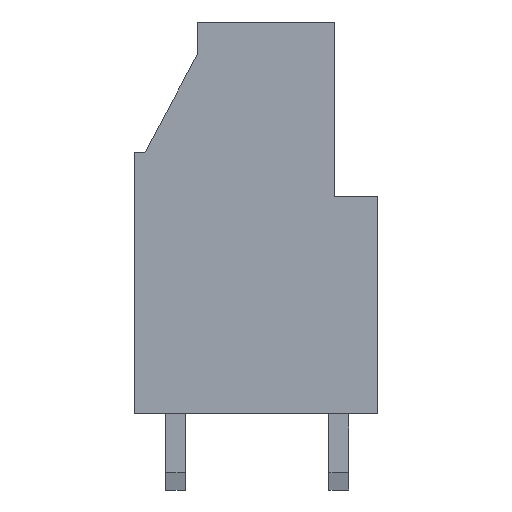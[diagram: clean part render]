
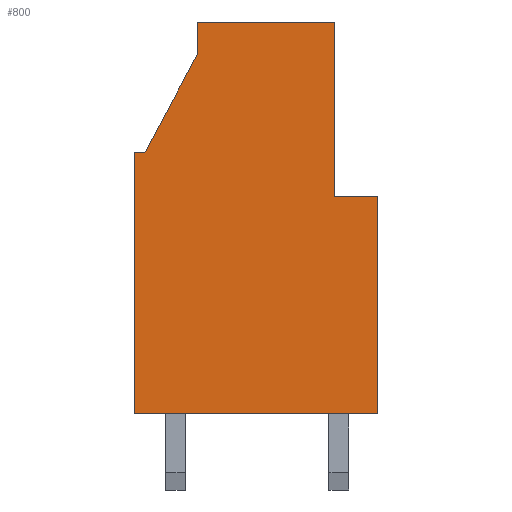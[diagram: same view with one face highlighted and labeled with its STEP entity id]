
A CAD part, front view. The second image highlights one B-rep face of the part: STEP entity #800.
In plain terms, the highlighted planar face has unit normal (0, -1, 0).
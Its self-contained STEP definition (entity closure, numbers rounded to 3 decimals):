
#800 = ADVANCED_FACE( '', ( #1613 ), #1614, .F. );
#1613 = FACE_OUTER_BOUND( '', #2426, .T. );
#1614 = PLANE( '', #2427 );
#2426 = EDGE_LOOP( '', ( #4670, #4671, #4672, #4673, #4674, #4675, #4676, #4677, #4678 ) );
#2427 = AXIS2_PLACEMENT_3D( '', #4679, #4680, #4681 );
#4670 = ORIENTED_EDGE( '', *, *, #5669, .F. );
#4671 = ORIENTED_EDGE( '', *, *, #5482, .T. );
#4672 = ORIENTED_EDGE( '', *, *, #5393, .F. );
#4673 = ORIENTED_EDGE( '', *, *, #5360, .F. );
#4674 = ORIENTED_EDGE( '', *, *, #5098, .F. );
#4675 = ORIENTED_EDGE( '', *, *, #5834, .T. );
#4676 = ORIENTED_EDGE( '', *, *, #5529, .T. );
#4677 = ORIENTED_EDGE( '', *, *, #5806, .T. );
#4678 = ORIENTED_EDGE( '', *, *, #5301, .F. );
#4679 = CARTESIAN_POINT( '', ( 12.134, -2.54, 19.8 ) );
#4680 = DIRECTION( '', ( 0., 1., 0. ) );
#4681 = DIRECTION( '', ( -1., 0., 0. ) );
#5098 = EDGE_CURVE( '', #6193, #6194, #6195, .T. );
#5301 = EDGE_CURVE( '', #6520, #6522, #6523, .T. );
#5360 = EDGE_CURVE( '', #6194, #6617, #6618, .T. );
#5393 = EDGE_CURVE( '', #6617, #6670, #6671, .T. );
#5482 = EDGE_CURVE( '', #6805, #6670, #6806, .T. );
#5529 = EDGE_CURVE( '', #6873, #6871, #6874, .T. );
#5669 = EDGE_CURVE( '', #6805, #6520, #7061, .T. );
#5806 = EDGE_CURVE( '', #6871, #6522, #7222, .T. );
#5834 = EDGE_CURVE( '', #6193, #6873, #7252, .T. );
#6193 = VERTEX_POINT( '', #7766 );
#6194 = VERTEX_POINT( '', #7767 );
#6195 = LINE( '', #7768, #7769 );
#6520 = VERTEX_POINT( '', #8237 );
#6522 = VERTEX_POINT( '', #8240 );
#6523 = LINE( '', #8241, #8242 );
#6617 = VERTEX_POINT( '', #8374 );
#6618 = LINE( '', #8375, #8376 );
#6670 = VERTEX_POINT( '', #8449 );
#6671 = LINE( '', #8450, #8451 );
#6805 = VERTEX_POINT( '', #8650 );
#6806 = LINE( '', #8651, #8652 );
#6871 = VERTEX_POINT( '', #8753 );
#6873 = VERTEX_POINT( '', #8756 );
#6874 = LINE( '', #8757, #8758 );
#7061 = LINE( '', #9042, #9043 );
#7222 = LINE( '', #9280, #9281 );
#7252 = LINE( '', #9320, #9321 );
#7766 = CARTESIAN_POINT( '', ( 0., -2.54, 12. ) );
#7767 = CARTESIAN_POINT( '', ( 0.5, -2.54, 12. ) );
#7768 = CARTESIAN_POINT( '', ( 5.35, -2.54, 12. ) );
#7769 = VECTOR( '', #9519, 1000. );
#8237 = CARTESIAN_POINT( '', ( 9.2, -2.54, 10. ) );
#8240 = CARTESIAN_POINT( '', ( 11.2, -2.54, 10. ) );
#8241 = CARTESIAN_POINT( '', ( 9.038, -2.54, 10. ) );
#8242 = VECTOR( '', #9700, 1000. );
#8374 = CARTESIAN_POINT( '', ( 2.9, -2.54, 16.5 ) );
#8375 = CARTESIAN_POINT( '', ( -6.433, -2.54, -1. ) );
#8376 = VECTOR( '', #9760, 1000. );
#8449 = CARTESIAN_POINT( '', ( 2.9, -2.54, 18. ) );
#8450 = CARTESIAN_POINT( '', ( 2.9, -2.54, -1. ) );
#8451 = VECTOR( '', #9794, 1000. );
#8650 = CARTESIAN_POINT( '', ( 9.2, -2.54, 18. ) );
#8651 = CARTESIAN_POINT( '', ( 5.35, -2.54, 18. ) );
#8652 = VECTOR( '', #9863, 1000. );
#8753 = CARTESIAN_POINT( '', ( 11.2, -2.54, 0. ) );
#8756 = CARTESIAN_POINT( '', ( 0., -2.54, 0. ) );
#8757 = CARTESIAN_POINT( '', ( 5.35, -2.54, 0. ) );
#8758 = VECTOR( '', #9904, 1000. );
#9042 = CARTESIAN_POINT( '', ( 9.2, -2.54, 18. ) );
#9043 = VECTOR( '', #10014, 1000. );
#9280 = CARTESIAN_POINT( '', ( 11.2, -2.54, -1. ) );
#9281 = VECTOR( '', #10112, 1000. );
#9320 = CARTESIAN_POINT( '', ( 0., -2.54, -1. ) );
#9321 = VECTOR( '', #10122, 1000. );
#9519 = DIRECTION( '', ( 1., 0., 0. ) );
#9700 = DIRECTION( '', ( 1., 0., 0. ) );
#9760 = DIRECTION( '', ( 0.471, 0., 0.882 ) );
#9794 = DIRECTION( '', ( 0., 0., 1. ) );
#9863 = DIRECTION( '', ( -1., 0., 0. ) );
#9904 = DIRECTION( '', ( 1., 0., 0. ) );
#10014 = DIRECTION( '', ( 0., 0., -1. ) );
#10112 = DIRECTION( '', ( 0., 0., 1. ) );
#10122 = DIRECTION( '', ( 0., 0., -1. ) );
